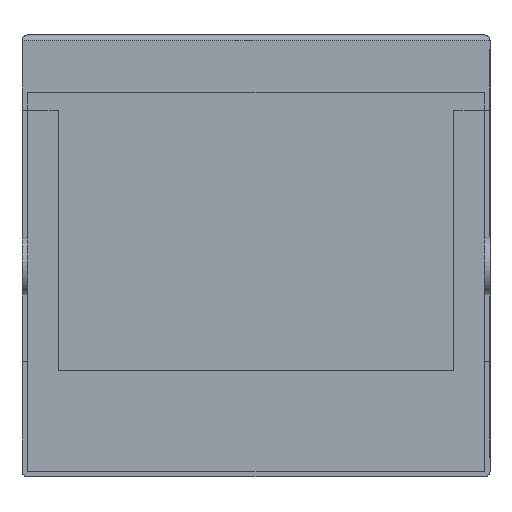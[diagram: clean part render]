
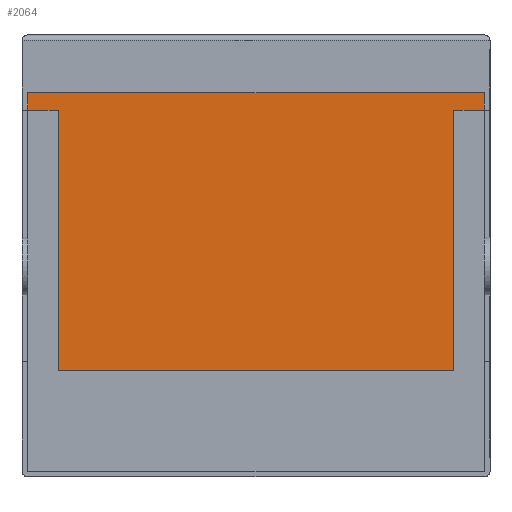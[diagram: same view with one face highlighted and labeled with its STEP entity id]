
A CAD part, front view. The second image highlights one B-rep face of the part: STEP entity #2064.
In plain terms, the highlighted planar face has unit normal (0, -1, 0).
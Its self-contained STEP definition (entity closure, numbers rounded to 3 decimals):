
#90=PLANE('',#2219);
#200=FACE_OUTER_BOUND('',#316,.T.);
#316=EDGE_LOOP('',(#1815,#1816,#1817,#1818,#1819,#1820,#1821,#1822));
#532=LINE('',#3199,#802);
#541=LINE('',#3215,#811);
#550=LINE('',#3233,#820);
#551=LINE('',#3237,#821);
#555=LINE('',#3244,#825);
#557=LINE('',#3247,#827);
#558=LINE('',#3249,#828);
#560=LINE('',#3252,#830);
#802=VECTOR('',#2611,1000.);
#811=VECTOR('',#2622,1000.);
#820=VECTOR('',#2637,1000.);
#821=VECTOR('',#2640,1000.);
#825=VECTOR('',#2646,1000.);
#827=VECTOR('',#2650,1000.);
#828=VECTOR('',#2653,1000.);
#830=VECTOR('',#2657,1000.);
#1051=VERTEX_POINT('',#3196);
#1052=VERTEX_POINT('',#3198);
#1054=VERTEX_POINT('',#3205);
#1058=VERTEX_POINT('',#3213);
#1061=VERTEX_POINT('',#3226);
#1064=VERTEX_POINT('',#3231);
#1065=VERTEX_POINT('',#3235);
#1066=VERTEX_POINT('',#3236);
#1304=EDGE_CURVE('',#1052,#1051,#532,.T.);
#1313=EDGE_CURVE('',#1054,#1058,#541,.T.);
#1322=EDGE_CURVE('',#1061,#1064,#550,.T.);
#1323=EDGE_CURVE('',#1065,#1066,#551,.T.);
#1327=EDGE_CURVE('',#1066,#1054,#555,.T.);
#1329=EDGE_CURVE('',#1058,#1052,#557,.T.);
#1330=EDGE_CURVE('',#1051,#1061,#558,.T.);
#1332=EDGE_CURVE('',#1065,#1064,#560,.T.);
#1815=ORIENTED_EDGE('',*,*,#1332,.F.);
#1816=ORIENTED_EDGE('',*,*,#1323,.T.);
#1817=ORIENTED_EDGE('',*,*,#1327,.T.);
#1818=ORIENTED_EDGE('',*,*,#1313,.T.);
#1819=ORIENTED_EDGE('',*,*,#1329,.T.);
#1820=ORIENTED_EDGE('',*,*,#1304,.T.);
#1821=ORIENTED_EDGE('',*,*,#1330,.T.);
#1822=ORIENTED_EDGE('',*,*,#1322,.T.);
#2064=ADVANCED_FACE('',(#200),#90,.T.);
#2219=AXIS2_PLACEMENT_3D('',#3251,#2655,#2656);
#2611=DIRECTION('',(0.,0.,-1.));
#2622=DIRECTION('',(0.,0.,1.));
#2637=DIRECTION('',(0.,0.,-1.));
#2640=DIRECTION('',(0.,0.,1.));
#2646=DIRECTION('',(1.,0.,0.));
#2650=DIRECTION('',(-1.,0.,0.));
#2653=DIRECTION('',(1.,0.,0.));
#2655=DIRECTION('center_axis',(0.,-1.,0.));
#2656=DIRECTION('ref_axis',(1.,0.,0.));
#2657=DIRECTION('',(-1.,0.,0.));
#3196=CARTESIAN_POINT('',(-7.9,-5.75,-2.6));
#3198=CARTESIAN_POINT('',(-7.9,-5.75,-2.));
#3199=CARTESIAN_POINT('',(-7.9,-5.75,-2.6));
#3205=CARTESIAN_POINT('',(7.9,-5.75,-2.6));
#3213=CARTESIAN_POINT('',(7.9,-5.75,-2.));
#3215=CARTESIAN_POINT('',(7.9,-5.75,-2.6));
#3226=CARTESIAN_POINT('',(-6.85,-5.75,-2.6));
#3231=CARTESIAN_POINT('',(-6.85,-5.75,-11.6));
#3233=CARTESIAN_POINT('',(-6.85,-5.75,-15.1));
#3235=CARTESIAN_POINT('',(6.85,-5.75,-11.6));
#3236=CARTESIAN_POINT('',(6.85,-5.75,-2.6));
#3237=CARTESIAN_POINT('',(6.85,-5.75,-15.1));
#3244=CARTESIAN_POINT('',(6.85,-5.75,-2.6));
#3247=CARTESIAN_POINT('',(-7.9,-5.75,-2.));
#3249=CARTESIAN_POINT('',(-6.85,-5.75,-2.6));
#3251=CARTESIAN_POINT('Origin',(8.1,-5.75,-15.3));
#3252=CARTESIAN_POINT('',(8.1,-5.75,-11.6));
